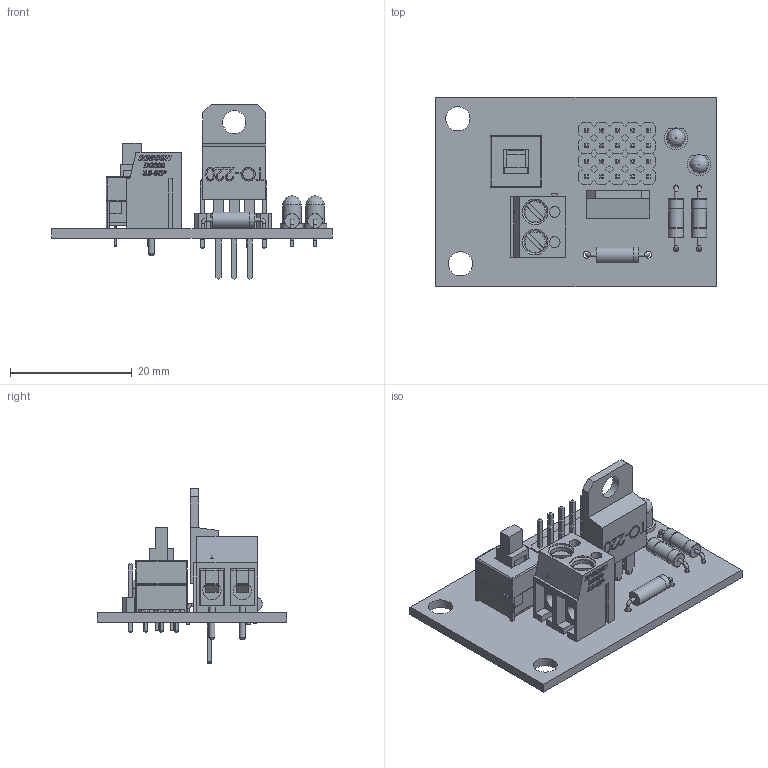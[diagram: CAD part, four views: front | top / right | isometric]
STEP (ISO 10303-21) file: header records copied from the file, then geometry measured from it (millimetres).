
FILE_DESCRIPTION(/* description */ (''),/* implementation_level */ '2;1');
FILE_NAME(/* name */ '29393030-cc6f-4b71-bc2d-18efead14f1a.stp',/* time_stamp */ '2021-04-15T15:44:28+00:00',/* author */ (''),/* organization */ (''),/* preprocessor_version */ 'ST-DEVELOPER v18.1',/* originating_system */ 'Autodesk Translation Framework v10.6.0.1341',/* authorisation */ '');
FILE_SCHEMA (('AUTOMOTIVE_DESIGN { 1 0 10303 214 3 1 1 }'));
Length unit declared in the file: millimetre
Products named in the file (13): 29393030-cc6f-4b71-bc2d-18efead14f1a; PCB Component; Board; 2X05; 1N4004; 7805; LED3MM; LEDBody; Lead1Body; Lead2Body; PVA2R; AK500/2-H; 220
Assembly tree (15 placements, depth 4):
  29393030-cc6f-4b71-bc2d-18efead14f1a
    PCB Component
      Board
      2X05  x2
      1N4004
      7805
      LED3MM  x2
        LEDBody
        Lead1Body
        Lead2Body
      PVA2R
      AK500/2-H
      220  x2
Bounding box: 46.1 x 31.17 x 28.88 mm (x, y, z)
Volume: 4714.2 mm3; surface area: 7281.8 mm2
Topology: 15 solids, 15 shells, 1291 faces, 3250 edges, 2090 vertices
Faces by surface type: plane 958, bspline 181, cylinder 120, torus 26, sphere 4, cone 2
Full cylindrical faces by diameter (mm): 0.533 x4, 0.6 x8, 0.813 x14, 1 x2, 1.016 x23, 1.118 x2, 1.321 x2, 2.375 x2, 2.498 x1, 2.5 x8, 3 x2, 3.04 x2, 3.835 x1, 4 x2, 4.2 x4
Entity records: 41121 total; most frequent: CARTESIAN_POINT 16509, ORIENTED_EDGE 5108, DIRECTION 4118, EDGE_CURVE 2554, LINE 1932, VECTOR 1932, VERTEX_POINT 1660, EDGE_LOOP 1180
